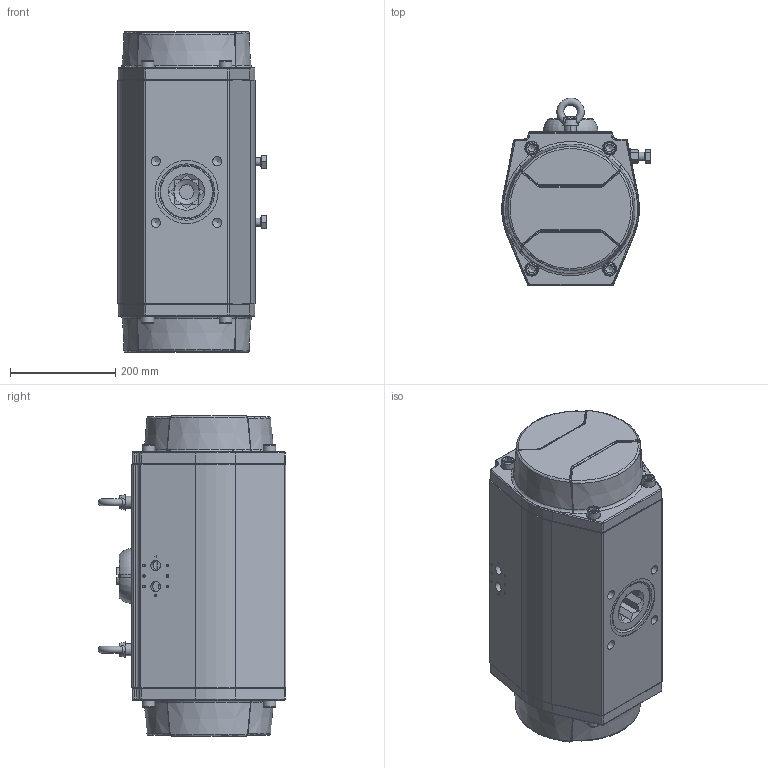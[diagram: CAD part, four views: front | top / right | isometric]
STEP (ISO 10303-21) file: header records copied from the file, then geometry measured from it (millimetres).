
FILE_DESCRIPTION(/* description */ (''),/* implementation_level */ '2;1');
FILE_NAME(/* name */ 'GTEA240装配-20231122',/* time_stamp */ '2024-11-25T16:23:48+08:00',/* author */ ('Xiaofan.Zhang'),/* organization */ ('Rotork'),/* preprocessor_version */ 'ST-DEVELOPER v18.102',/* originating_system */ 'Solid Edge',/* authorisation */ 'Unknown');
FILE_SCHEMA (('AUTOMOTIVE_DESIGN {1 0 10303 214 3 1 1}'));
Length unit declared in the file: millimetre
Products named in the file (1): GTEA240装配-2023112)
Bounding box: 282.36 x 356.6 x 610 mm (x, y, z)
Surface area: 1111397.2 mm2 (no closed solid volume)
Topology: 0 solids, 43 shells, 750 faces, 2135 edges, 1361 vertices
Faces by surface type: plane 264, cylinder 176, bspline 106, cone 106, torus 98
Full cylindrical faces by diameter (mm): 4.2 x4, 5 x7, 8 x1, 10 x1, 16 x2, 17.5 x4, 19 x2, 24 x10, 48 x1, 60 x1, 66 x1, 102 x1, 120 x1, 240 x1
Entity records: 30043 total; most frequent: CARTESIAN_POINT 12247, ORIENTED_EDGE 3417, DIRECTION 3380, EDGE_CURVE 1970, AXIS2_PLACEMENT_3D 1354, VERTEX_POINT 1329, FACE_BOUND 931, EDGE_LOOP 906
